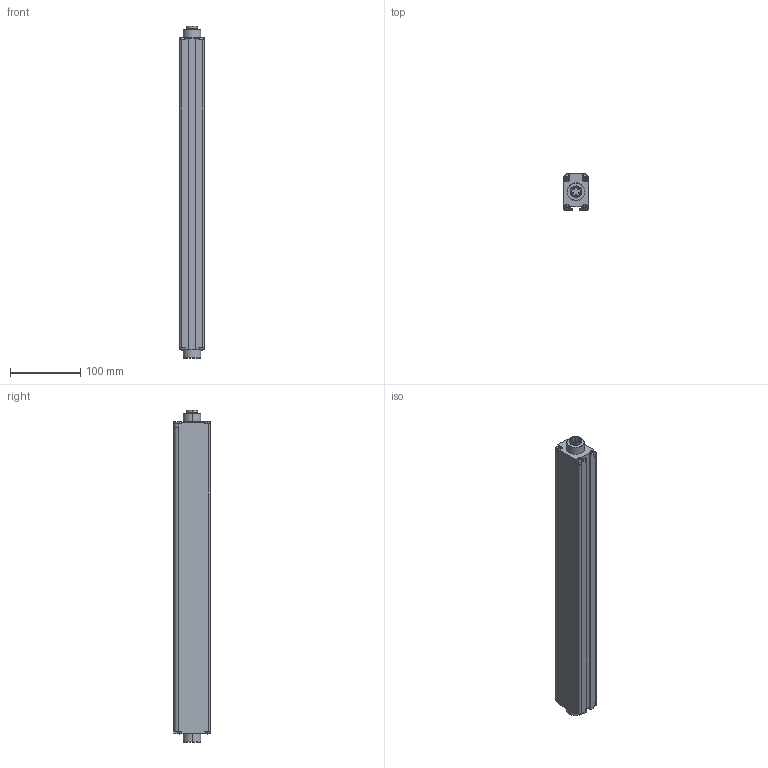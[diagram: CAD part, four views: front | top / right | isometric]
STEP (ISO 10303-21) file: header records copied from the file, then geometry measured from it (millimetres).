
FILE_DESCRIPTION((''),'2;1');
FILE_NAME('SAF40-T1003PC_1_','2022-05-09T',('EDY'),(''),'CREO PARAMETRIC BY PTC INC, 2018070','CREO PARAMETRIC BY PTC INC, 2018070','');
FILE_SCHEMA(('CONFIG_CONTROL_DESIGN'));
Length unit declared in the file: millimetre
Products named in the file (1): SAF40-T1003PC_1_
Bounding box: 35 x 52 x 474 mm (x, y, z)
Volume: 208038.1 mm3; surface area: 177443.6 mm2
Topology: 1 solids, 3 shells, 631 faces, 1660 edges, 1007 vertices
Faces by surface type: plane 281, cylinder 221, torus 52, sphere 40, bspline 29, cone 8
Entity records: 20566 total; most frequent: CARTESIAN_POINT 4969, DIRECTION 3398, ORIENTED_EDGE 3256, EDGE_CURVE 1628, AXIS2_PLACEMENT_3D 1312, VERTEX_POINT 1007, VECTOR 774, LINE 774
